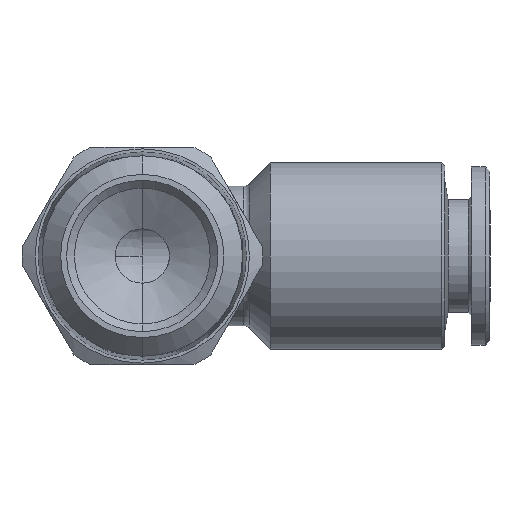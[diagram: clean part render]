
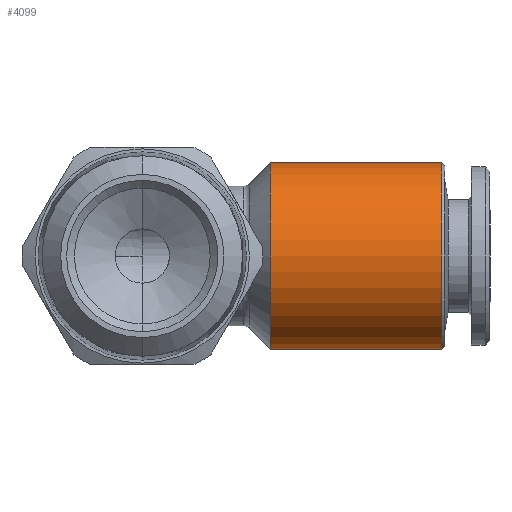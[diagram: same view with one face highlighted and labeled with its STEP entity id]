
A CAD part, front view. The second image highlights one B-rep face of the part: STEP entity #4099.
In plain terms, the highlighted cylindrical face has radius 6 mm (diameter 12 mm), a partial arc.
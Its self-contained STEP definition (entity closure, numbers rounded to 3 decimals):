
#300 = CIRCLE ( 'NONE', #3105, 6. ) ;
#378 = EDGE_CURVE ( 'NONE', #4769, #1279, #903, .T. ) ;
#621 = EDGE_CURVE ( 'NONE', #1279, #5804, #5040, .T. ) ;
#780 = DIRECTION ( 'NONE',  ( -1., 0., 0. ) ) ;
#903 = CIRCLE ( 'NONE', #4886, 6. ) ;
#923 = ORIENTED_EDGE ( 'NONE', *, *, #5896, .T. ) ;
#1043 = DIRECTION ( 'NONE',  ( -1., 0., 0. ) ) ;
#1116 = CARTESIAN_POINT ( 'NONE',  ( 8.25, 0., -6. ) ) ;
#1279 = VERTEX_POINT ( 'NONE', #2458 ) ;
#1562 = CYLINDRICAL_SURFACE ( 'NONE', #4732, 6. ) ;
#1939 = CARTESIAN_POINT ( 'NONE',  ( 0., 0., -6. ) ) ;
#1955 = VECTOR ( 'NONE', #2433, 1000. ) ;
#1969 = DIRECTION ( 'NONE',  ( 0., 0., 1. ) ) ;
#1971 = ORIENTED_EDGE ( 'NONE', *, *, #378, .T. ) ;
#2433 = DIRECTION ( 'NONE',  ( -1., 0., 0. ) ) ;
#2458 = CARTESIAN_POINT ( 'NONE',  ( 19.3, 0., 6. ) ) ;
#2841 = DIRECTION ( 'NONE',  ( 1., 0., 0. ) ) ;
#3040 = DIRECTION ( 'NONE',  ( 0., 0., 1. ) ) ;
#3105 = AXIS2_PLACEMENT_3D ( 'NONE', #5281, #2841, #5771 ) ;
#3280 = CARTESIAN_POINT ( 'NONE',  ( 8.25, 0., 6. ) ) ;
#3420 = VECTOR ( 'NONE', #5178, 1000. ) ;
#3596 = CARTESIAN_POINT ( 'NONE',  ( 0., 0., 6. ) ) ;
#4099 = ADVANCED_FACE ( 'NONE', ( #4212 ), #1562, .T. ) ;
#4212 = FACE_OUTER_BOUND ( 'NONE', #5699, .T. ) ;
#4289 = CARTESIAN_POINT ( 'NONE',  ( 0., 0., 0. ) ) ;
#4336 = ORIENTED_EDGE ( 'NONE', *, *, #621, .T. ) ;
#4397 = CARTESIAN_POINT ( 'NONE',  ( 19.3, 0., -6. ) ) ;
#4439 = VERTEX_POINT ( 'NONE', #1116 ) ;
#4732 = AXIS2_PLACEMENT_3D ( 'NONE', #4289, #780, #3040 ) ;
#4769 = VERTEX_POINT ( 'NONE', #4397 ) ;
#4886 = AXIS2_PLACEMENT_3D ( 'NONE', #5806, #1043, #1969 ) ;
#5040 = LINE ( 'NONE', #3596, #3420 ) ;
#5178 = DIRECTION ( 'NONE',  ( -1., 0., 0. ) ) ;
#5219 = ORIENTED_EDGE ( 'NONE', *, *, #5679, .F. ) ;
#5281 = CARTESIAN_POINT ( 'NONE',  ( 8.25, 0., 0. ) ) ;
#5679 = EDGE_CURVE ( 'NONE', #4769, #4439, #5706, .T. ) ;
#5699 = EDGE_LOOP ( 'NONE', ( #5219, #1971, #4336, #923 ) ) ;
#5706 = LINE ( 'NONE', #1939, #1955 ) ;
#5771 = DIRECTION ( 'NONE',  ( 0., 0., -1. ) ) ;
#5804 = VERTEX_POINT ( 'NONE', #3280 ) ;
#5806 = CARTESIAN_POINT ( 'NONE',  ( 19.3, 0., 0. ) ) ;
#5896 = EDGE_CURVE ( 'NONE', #5804, #4439, #300, .T. ) ;
